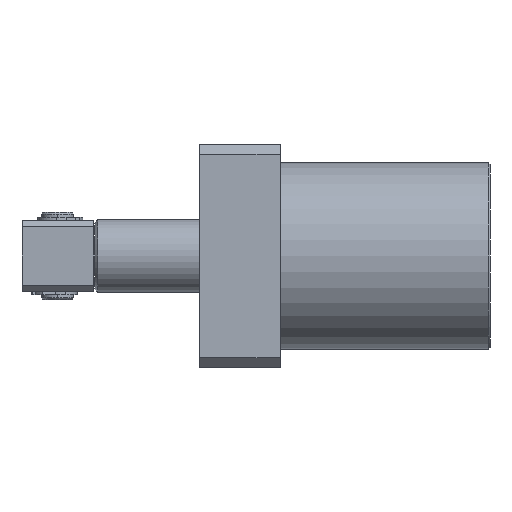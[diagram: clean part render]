
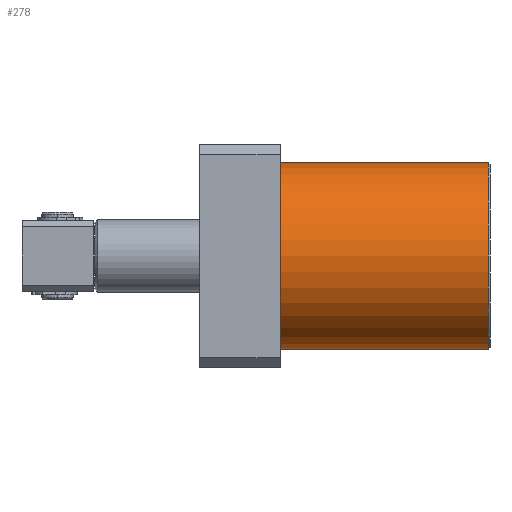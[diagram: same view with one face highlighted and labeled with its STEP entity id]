
A CAD part, left-side view. The second image highlights one B-rep face of the part: STEP entity #278.
In plain terms, the highlighted cylindrical face has radius 29 mm (diameter 58 mm), a partial arc.
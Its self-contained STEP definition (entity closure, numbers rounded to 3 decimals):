
#278 = ADVANCED_FACE ( 'NONE', ( #1001 ), #1006, .T. ) ;
#1001 = FACE_OUTER_BOUND ( 'NONE', #1867, .T. ) ;
#1006 = CYLINDRICAL_SURFACE ( 'NONE', #7624, 29. ) ;
#1425 = LINE ( 'NONE', #4312, #1429 ) ;
#1427 = LINE ( 'NONE', #4311, #1431 ) ;
#1429 = VECTOR ( 'NONE', #4309, 1000. ) ;
#1431 = VECTOR ( 'NONE', #4317, 1000. ) ;
#1867 = EDGE_LOOP ( 'NONE', ( #2064, #1985, #2201, #2214 ) ) ;
#1942 = VERTEX_POINT ( 'NONE', #3287 ) ;
#1957 = VERTEX_POINT ( 'NONE', #3301 ) ;
#1985 = ORIENTED_EDGE ( 'NONE', *, *, #7804, .F. ) ;
#2064 = ORIENTED_EDGE ( 'NONE', *, *, #2382, .F. ) ;
#2095 = VERTEX_POINT ( 'NONE', #3428 ) ;
#2151 = VERTEX_POINT ( 'NONE', #3480 ) ;
#2201 = ORIENTED_EDGE ( 'NONE', *, *, #2381, .T. ) ;
#2214 = ORIENTED_EDGE ( 'NONE', *, *, #7831, .T. ) ;
#2381 = EDGE_CURVE ( 'NONE', #2095, #1942, #1425, .T. ) ;
#2382 = EDGE_CURVE ( 'NONE', #1957, #2151, #1427, .T. ) ;
#2869 = DIRECTION ( 'NONE',  ( 0., 0., -1. ) ) ;
#2873 = DIRECTION ( 'NONE',  ( 0., -1., 0. ) ) ;
#2874 = CARTESIAN_POINT ( 'NONE',  ( 0., 65., 0. ) ) ;
#3287 = CARTESIAN_POINT ( 'NONE',  ( 0., 0.5, -29. ) ) ;
#3301 = CARTESIAN_POINT ( 'NONE',  ( 0., 65., 29. ) ) ;
#3428 = CARTESIAN_POINT ( 'NONE',  ( 0., 65., -29. ) ) ;
#3480 = CARTESIAN_POINT ( 'NONE',  ( 0., 0.5, 29. ) ) ;
#3710 = AXIS2_PLACEMENT_3D ( 'NONE', #5349, #5350, #5351 ) ;
#3713 = AXIS2_PLACEMENT_3D ( 'NONE', #5479, #5480, #5481 ) ;
#4309 = DIRECTION ( 'NONE',  ( 0., -1., 0. ) ) ;
#4311 = CARTESIAN_POINT ( 'NONE',  ( 0., 65., 29. ) ) ;
#4312 = CARTESIAN_POINT ( 'NONE',  ( 0., 65., -29. ) ) ;
#4317 = DIRECTION ( 'NONE',  ( 0., -1., 0. ) ) ;
#5027 = CIRCLE ( 'NONE', #3710, 29. ) ;
#5045 = CIRCLE ( 'NONE', #3713, 29. ) ;
#5349 = CARTESIAN_POINT ( 'NONE',  ( 0., 65., 0. ) ) ;
#5350 = DIRECTION ( 'NONE',  ( 0., 1., 0. ) ) ;
#5351 = DIRECTION ( 'NONE',  ( 0., 0., 1. ) ) ;
#5479 = CARTESIAN_POINT ( 'NONE',  ( 0., 0.5, 0. ) ) ;
#5480 = DIRECTION ( 'NONE',  ( 0., 1., 0. ) ) ;
#5481 = DIRECTION ( 'NONE',  ( 0., 0., 1. ) ) ;
#7624 = AXIS2_PLACEMENT_3D ( 'NONE', #2874, #2873, #2869 ) ;
#7804 = EDGE_CURVE ( 'NONE', #2095, #1957, #5027, .T. ) ;
#7831 = EDGE_CURVE ( 'NONE', #1942, #2151, #5045, .T. ) ;
